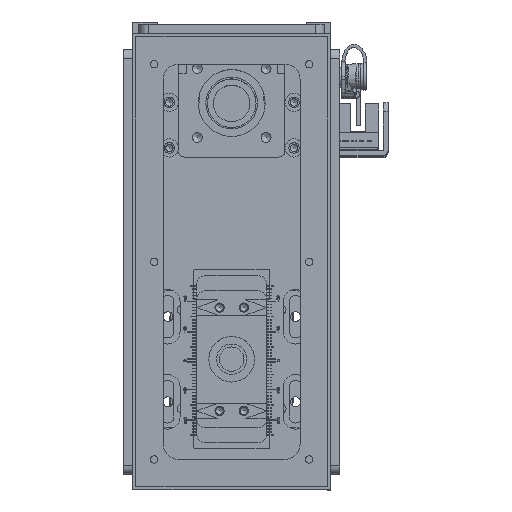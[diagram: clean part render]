
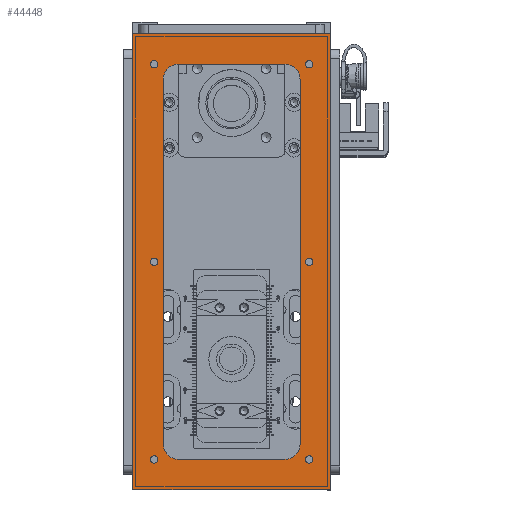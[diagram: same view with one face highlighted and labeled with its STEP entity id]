
A CAD part, top view. The second image highlights one B-rep face of the part: STEP entity #44448.
In plain terms, the highlighted planar face has unit normal (0, 0, 1).
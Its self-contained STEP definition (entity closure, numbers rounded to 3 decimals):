
#1479=FACE_BOUND('',#8522,.T.);
#1480=FACE_BOUND('',#8523,.T.);
#1481=FACE_BOUND('',#8524,.T.);
#1482=FACE_BOUND('',#8525,.T.);
#1483=FACE_BOUND('',#8526,.T.);
#1484=FACE_BOUND('',#8527,.T.);
#1485=FACE_BOUND('',#8528,.T.);
#3034=PLANE('',#48301);
#5825=FACE_OUTER_BOUND('',#8521,.T.);
#8521=EDGE_LOOP('',(#41957,#41958,#41959,#41960));
#8522=EDGE_LOOP('',(#41961));
#8523=EDGE_LOOP('',(#41962));
#8524=EDGE_LOOP('',(#41963));
#8525=EDGE_LOOP('',(#41964));
#8526=EDGE_LOOP('',(#41965));
#8527=EDGE_LOOP('',(#41966));
#8528=EDGE_LOOP('',(#41967,#41968,#41969,#41970,#41971,#41972,#41973,#41974));
#13192=LINE('',#74447,#17983);
#13198=LINE('',#74462,#17989);
#13202=LINE('',#74474,#17993);
#13205=LINE('',#74483,#17996);
#13314=LINE('',#74848,#18105);
#13318=LINE('',#74856,#18109);
#13321=LINE('',#74862,#18112);
#13324=LINE('',#74867,#18115);
#17983=VECTOR('',#59634,10.);
#17989=VECTOR('',#59648,10.);
#17993=VECTOR('',#59660,10.);
#17996=VECTOR('',#59671,10.);
#18105=VECTOR('',#60048,10.);
#18109=VECTOR('',#60054,10.);
#18112=VECTOR('',#60059,10.);
#18115=VECTOR('',#60064,10.);
#19230=CIRCLE('',#48148,5.);
#19232=CIRCLE('',#48152,5.);
#19234=CIRCLE('',#48156,5.);
#19236=CIRCLE('',#48160,5.);
#19250=CIRCLE('',#48182,1.23);
#19252=CIRCLE('',#48185,1.23);
#19254=CIRCLE('',#48188,1.23);
#19256=CIRCLE('',#48191,1.23);
#19258=CIRCLE('',#48194,1.23);
#19260=CIRCLE('',#48197,1.23);
#23275=VERTEX_POINT('',#74437);
#23276=VERTEX_POINT('',#74438);
#23279=VERTEX_POINT('',#74446);
#23281=VERTEX_POINT('',#74452);
#23282=VERTEX_POINT('',#74453);
#23285=VERTEX_POINT('',#74464);
#23286=VERTEX_POINT('',#74465);
#23289=VERTEX_POINT('',#74476);
#23303=VERTEX_POINT('',#74521);
#23305=VERTEX_POINT('',#74527);
#23307=VERTEX_POINT('',#74533);
#23309=VERTEX_POINT('',#74539);
#23311=VERTEX_POINT('',#74545);
#23313=VERTEX_POINT('',#74551);
#23411=VERTEX_POINT('',#74846);
#23412=VERTEX_POINT('',#74847);
#23415=VERTEX_POINT('',#74855);
#23417=VERTEX_POINT('',#74861);
#29393=EDGE_CURVE('',#23275,#23276,#19230,.T.);
#29397=EDGE_CURVE('',#23279,#23276,#13192,.T.);
#29400=EDGE_CURVE('',#23281,#23282,#19232,.T.);
#29405=EDGE_CURVE('',#23275,#23282,#13198,.T.);
#29406=EDGE_CURVE('',#23285,#23286,#19234,.T.);
#29411=EDGE_CURVE('',#23281,#23286,#13202,.T.);
#29412=EDGE_CURVE('',#23279,#23289,#19236,.T.);
#29416=EDGE_CURVE('',#23285,#23289,#13205,.T.);
#29435=EDGE_CURVE('',#23303,#23303,#19250,.T.);
#29438=EDGE_CURVE('',#23305,#23305,#19252,.T.);
#29441=EDGE_CURVE('',#23307,#23307,#19254,.T.);
#29444=EDGE_CURVE('',#23309,#23309,#19256,.T.);
#29447=EDGE_CURVE('',#23311,#23311,#19258,.T.);
#29450=EDGE_CURVE('',#23313,#23313,#19260,.T.);
#29597=EDGE_CURVE('',#23411,#23412,#13314,.T.);
#29601=EDGE_CURVE('',#23415,#23411,#13318,.T.);
#29604=EDGE_CURVE('',#23417,#23415,#13321,.T.);
#29607=EDGE_CURVE('',#23412,#23417,#13324,.T.);
#41957=ORIENTED_EDGE('',*,*,#29607,.F.);
#41958=ORIENTED_EDGE('',*,*,#29597,.F.);
#41959=ORIENTED_EDGE('',*,*,#29601,.F.);
#41960=ORIENTED_EDGE('',*,*,#29604,.F.);
#41961=ORIENTED_EDGE('',*,*,#29435,.T.);
#41962=ORIENTED_EDGE('',*,*,#29438,.T.);
#41963=ORIENTED_EDGE('',*,*,#29441,.T.);
#41964=ORIENTED_EDGE('',*,*,#29444,.T.);
#41965=ORIENTED_EDGE('',*,*,#29447,.T.);
#41966=ORIENTED_EDGE('',*,*,#29450,.T.);
#41967=ORIENTED_EDGE('',*,*,#29397,.T.);
#41968=ORIENTED_EDGE('',*,*,#29393,.F.);
#41969=ORIENTED_EDGE('',*,*,#29405,.T.);
#41970=ORIENTED_EDGE('',*,*,#29400,.F.);
#41971=ORIENTED_EDGE('',*,*,#29411,.T.);
#41972=ORIENTED_EDGE('',*,*,#29406,.F.);
#41973=ORIENTED_EDGE('',*,*,#29416,.T.);
#41974=ORIENTED_EDGE('',*,*,#29412,.F.);
#44448=ADVANCED_FACE('',(#5825,#1479,#1480,#1481,#1482,#1483,#1484,#1485),
#3034,.T.);
#48148=AXIS2_PLACEMENT_3D('',#74439,#59626,#59627);
#48152=AXIS2_PLACEMENT_3D('',#74454,#59639,#59640);
#48156=AXIS2_PLACEMENT_3D('',#74466,#59651,#59652);
#48160=AXIS2_PLACEMENT_3D('',#74477,#59663,#59664);
#48182=AXIS2_PLACEMENT_3D('',#74522,#59716,#59717);
#48185=AXIS2_PLACEMENT_3D('',#74528,#59723,#59724);
#48188=AXIS2_PLACEMENT_3D('',#74534,#59730,#59731);
#48191=AXIS2_PLACEMENT_3D('',#74540,#59737,#59738);
#48194=AXIS2_PLACEMENT_3D('',#74546,#59744,#59745);
#48197=AXIS2_PLACEMENT_3D('',#74552,#59751,#59752);
#48301=AXIS2_PLACEMENT_3D('',#74870,#60068,#60069);
#59626=DIRECTION('center_axis',(0.,0.,1.));
#59627=DIRECTION('ref_axis',(0.707,0.707,0.));
#59634=DIRECTION('',(1.,0.,0.));
#59639=DIRECTION('center_axis',(0.,0.,1.));
#59640=DIRECTION('ref_axis',(0.707,-0.707,0.));
#59648=DIRECTION('',(0.,-1.,0.));
#59651=DIRECTION('center_axis',(0.,0.,1.));
#59652=DIRECTION('ref_axis',(-0.707,-0.707,0.));
#59660=DIRECTION('',(-1.,0.,0.));
#59663=DIRECTION('center_axis',(0.,0.,1.));
#59664=DIRECTION('ref_axis',(-0.707,0.707,0.));
#59671=DIRECTION('',(0.,1.,0.));
#59716=DIRECTION('center_axis',(0.,0.,-1.));
#59717=DIRECTION('ref_axis',(1.,0.,0.));
#59723=DIRECTION('center_axis',(0.,0.,-1.));
#59724=DIRECTION('ref_axis',(1.,0.,0.));
#59730=DIRECTION('center_axis',(0.,0.,-1.));
#59731=DIRECTION('ref_axis',(1.,0.,0.));
#59737=DIRECTION('center_axis',(0.,0.,-1.));
#59738=DIRECTION('ref_axis',(1.,0.,0.));
#59744=DIRECTION('center_axis',(0.,0.,-1.));
#59745=DIRECTION('ref_axis',(1.,0.,0.));
#59751=DIRECTION('center_axis',(0.,0.,-1.));
#59752=DIRECTION('ref_axis',(1.,0.,0.));
#60048=DIRECTION('',(0.,1.,0.));
#60054=DIRECTION('',(-1.,0.,0.));
#60059=DIRECTION('',(0.,-1.,0.));
#60064=DIRECTION('',(1.,0.,0.));
#60068=DIRECTION('center_axis',(0.,0.,1.));
#60069=DIRECTION('ref_axis',(1.,0.,0.));
#74437=CARTESIAN_POINT('',(65.,17.5,0.));
#74438=CARTESIAN_POINT('',(60.,22.5,0.));
#74439=CARTESIAN_POINT('Origin',(60.,17.5,0.));
#74446=CARTESIAN_POINT('',(-60.,22.5,0.));
#74447=CARTESIAN_POINT('',(-32.5,22.5,0.));
#74452=CARTESIAN_POINT('',(60.,-22.5,0.));
#74453=CARTESIAN_POINT('',(65.,-17.5,0.));
#74454=CARTESIAN_POINT('Origin',(60.,-17.5,0.));
#74462=CARTESIAN_POINT('',(65.,11.25,0.));
#74464=CARTESIAN_POINT('',(-65.,-17.5,0.));
#74465=CARTESIAN_POINT('',(-60.,-22.5,0.));
#74466=CARTESIAN_POINT('Origin',(-60.,-17.5,0.));
#74474=CARTESIAN_POINT('',(32.5,-22.5,0.));
#74476=CARTESIAN_POINT('',(-65.,17.5,0.));
#74477=CARTESIAN_POINT('Origin',(-60.,17.5,0.));
#74483=CARTESIAN_POINT('',(-65.,-11.25,0.));
#74521=CARTESIAN_POINT('',(-1.23,25.5,0.));
#74522=CARTESIAN_POINT('Origin',(0.,25.5,0.));
#74527=CARTESIAN_POINT('',(63.771,-25.5,0.));
#74528=CARTESIAN_POINT('Origin',(65.,-25.5,0.));
#74533=CARTESIAN_POINT('',(-66.23,25.5,0.));
#74534=CARTESIAN_POINT('Origin',(-65.,25.5,0.));
#74539=CARTESIAN_POINT('',(-66.23,-25.5,0.));
#74540=CARTESIAN_POINT('Origin',(-65.,-25.5,0.));
#74545=CARTESIAN_POINT('',(63.771,25.5,0.));
#74546=CARTESIAN_POINT('Origin',(65.,25.5,0.));
#74551=CARTESIAN_POINT('',(-1.23,-25.5,0.));
#74552=CARTESIAN_POINT('Origin',(0.,-25.5,0.));
#74846=CARTESIAN_POINT('',(-75.,-32.5,0.));
#74847=CARTESIAN_POINT('',(-75.,32.5,0.));
#74848=CARTESIAN_POINT('',(-75.,-32.5,0.));
#74855=CARTESIAN_POINT('',(75.,-32.5,0.));
#74856=CARTESIAN_POINT('',(75.,-32.5,0.));
#74861=CARTESIAN_POINT('',(75.,32.5,0.));
#74862=CARTESIAN_POINT('',(75.,32.5,0.));
#74867=CARTESIAN_POINT('',(-75.,32.5,0.));
#74870=CARTESIAN_POINT('Origin',(0.,0.,0.));
